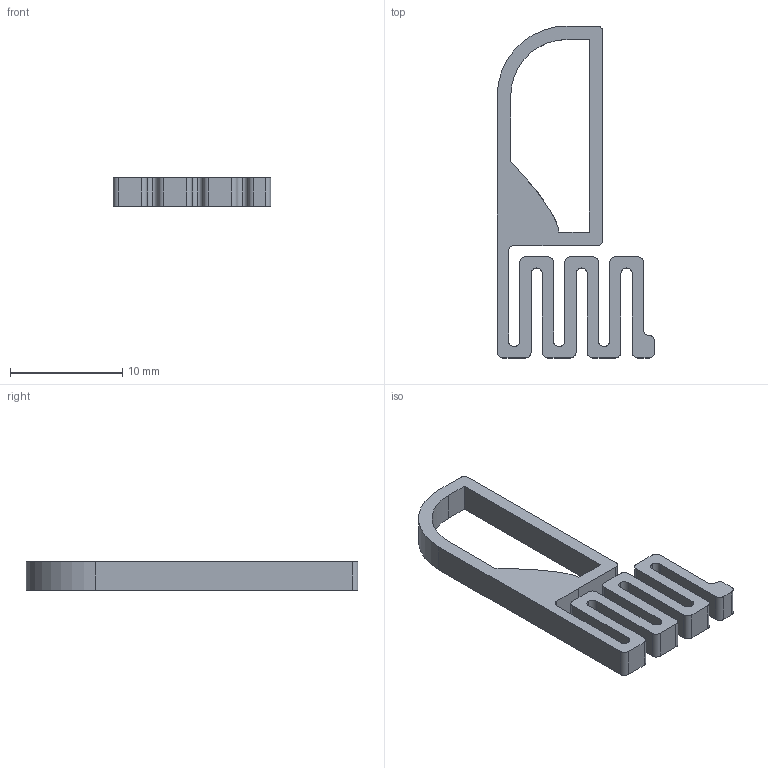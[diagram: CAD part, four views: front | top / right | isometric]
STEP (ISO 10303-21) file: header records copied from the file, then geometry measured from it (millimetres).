
FILE_DESCRIPTION (( 'STEP AP214' ), '1' );
FILE_NAME ('Doorspring-MK2.STEP', '2023-08-21T19:41:48', ( '' ), ( '' ), 'SwSTEP 2.0', 'SolidWorks 2022', '' );
FILE_SCHEMA (( 'AUTOMOTIVE_DESIGN' ));
Length unit declared in the file: millimetre
Products named in the file (1): Doorspring-MK2
Bounding box: 14 x 29.52 x 2.5 mm (x, y, z)
Volume: 371.2 mm3; surface area: 881.4 mm2
Topology: 1 solids, 1 shells, 66 faces, 192 edges, 128 vertices
Faces by surface type: cylinder 33, plane 32, bspline 1
Entity records: 2286 total; most frequent: CARTESIAN_POINT 440, DIRECTION 388, ORIENTED_EDGE 384, EDGE_CURVE 192, AXIS2_PLACEMENT_3D 132, VERTEX_POINT 128, LINE 124, VECTOR 124
